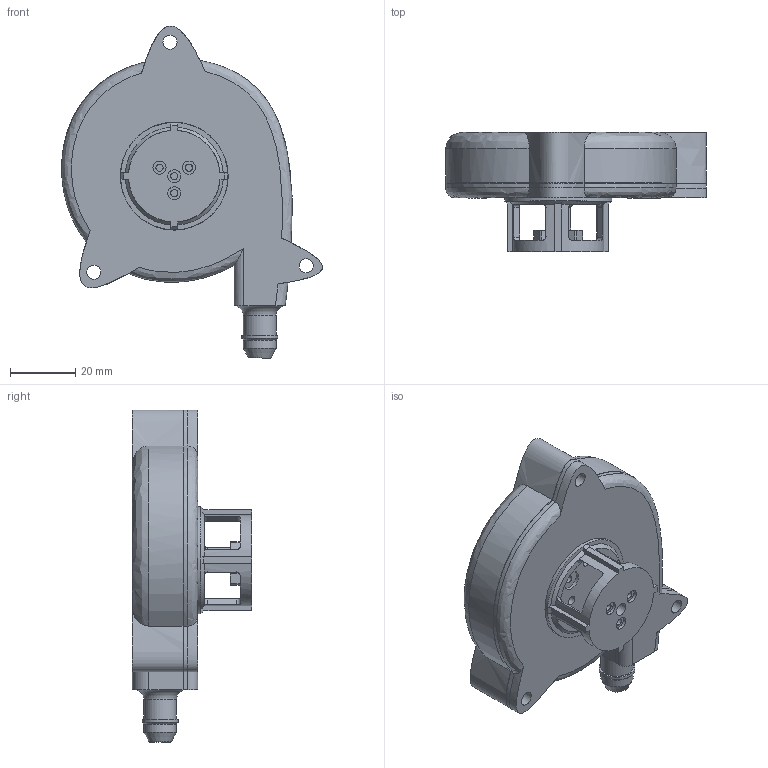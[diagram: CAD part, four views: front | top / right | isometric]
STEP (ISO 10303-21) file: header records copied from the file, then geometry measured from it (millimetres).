
FILE_DESCRIPTION(/* description */ (''),/* implementation_level */ '2;1');
FILE_NAME(/* name */ 'Blower V14.step',/* time_stamp */ '2020-04-05T16:41:19+02:00',/* author */ (''),/* organization */ (''),/* preprocessor_version */ 'ST-DEVELOPER v18',/* originating_system */ 'Autodesk Translation Framework v8.12.0.6',/* authorisation */ '');
FILE_SCHEMA (('AUTOMOTIVE_DESIGN { 1 0 10303 214 3 1 1 }'));
Length unit declared in the file: millimetre
Products named in the file (5): Blower V14; Propeller; Casing Top; Casing Bottom; Powerhose Fit
Assembly tree (4 placements, depth 2):
  Blower V14
    Propeller
    Casing Top
    Casing Bottom
    Powerhose Fit
Bounding box: 79.76 x 36.5 x 101.53 mm (x, y, z)
Volume: 55268.4 mm3; surface area: 47860.7 mm2
Topology: 5 solids, 5 shells, 348 faces, 1014 edges, 671 vertices
Faces by surface type: bspline 116, cylinder 111, plane 109, cone 8, torus 4
Full cylindrical faces by diameter (mm): 2.2 x4, 2.8 x3, 4 x4, 4.3 x8, 4.4 x3, 6 x1, 6.5 x1, 10 x2, 11 x1, 24 x1, 32.8 x1, 33 x1, 36 x1, 38 x1, 44 x1, 46 x1, 52 x1, 54 x1, 57 x1
Entity records: 22378 total; most frequent: CARTESIAN_POINT 13679, ORIENTED_EDGE 2022, DIRECTION 1467, EDGE_CURVE 1011, VERTEX_POINT 671, AXIS2_PLACEMENT_3D 538, EDGE_LOOP 420, LINE 391
